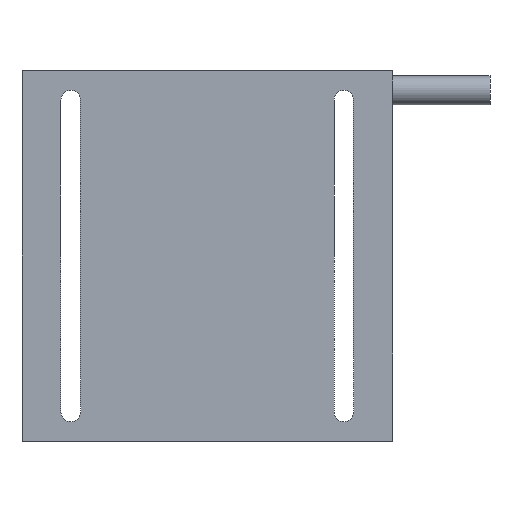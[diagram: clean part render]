
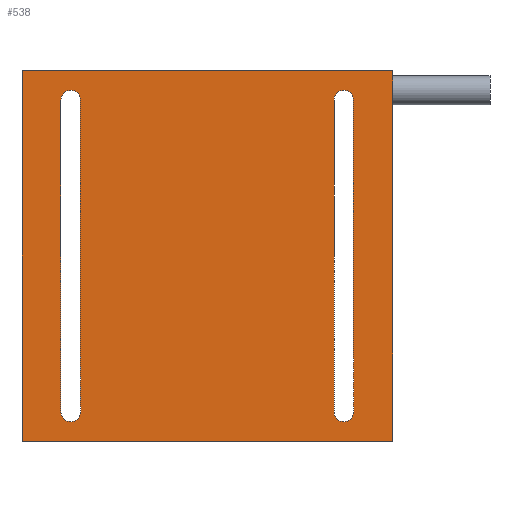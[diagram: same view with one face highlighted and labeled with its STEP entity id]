
A CAD part, front view. The second image highlights one B-rep face of the part: STEP entity #538.
In plain terms, the highlighted planar face has unit normal (0, -1, 0).
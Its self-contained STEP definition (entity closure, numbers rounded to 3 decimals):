
#23=FACE_BOUND('',#111,.T.);
#24=FACE_BOUND('',#112,.T.);
#44=PLANE('',#600);
#73=FACE_OUTER_BOUND('',#110,.T.);
#110=EDGE_LOOP('',(#488,#489,#490,#491,#492));
#111=EDGE_LOOP('',(#493,#494,#495,#496));
#112=EDGE_LOOP('',(#497,#498,#499,#500));
#116=LINE('',#767,#169);
#117=LINE('',#770,#170);
#144=LINE('',#847,#197);
#148=LINE('',#858,#201);
#152=LINE('',#871,#205);
#156=LINE('',#882,#209);
#158=LINE('',#886,#211);
#161=LINE('',#892,#214);
#164=LINE('',#897,#217);
#169=VECTOR('',#618,10.);
#170=VECTOR('',#621,10.);
#197=VECTOR('',#696,10.);
#201=VECTOR('',#708,10.);
#205=VECTOR('',#720,10.);
#209=VECTOR('',#732,10.);
#211=VECTOR('',#736,10.);
#214=VECTOR('',#741,10.);
#217=VECTOR('',#746,10.);
#230=CIRCLE('',#581,1.);
#232=CIRCLE('',#585,1.);
#234=CIRCLE('',#589,1.);
#236=CIRCLE('',#593,1.);
#239=VERTEX_POINT('',#756);
#242=VERTEX_POINT('',#765);
#243=VERTEX_POINT('',#769);
#265=VERTEX_POINT('',#837);
#266=VERTEX_POINT('',#838);
#269=VERTEX_POINT('',#846);
#271=VERTEX_POINT('',#852);
#273=VERTEX_POINT('',#861);
#274=VERTEX_POINT('',#862);
#277=VERTEX_POINT('',#870);
#279=VERTEX_POINT('',#876);
#281=VERTEX_POINT('',#885);
#283=VERTEX_POINT('',#891);
#291=EDGE_CURVE('',#242,#239,#116,.T.);
#292=EDGE_CURVE('',#239,#243,#117,.T.);
#325=EDGE_CURVE('',#265,#266,#230,.T.);
#329=EDGE_CURVE('',#269,#265,#144,.T.);
#332=EDGE_CURVE('',#271,#269,#232,.T.);
#335=EDGE_CURVE('',#266,#271,#148,.T.);
#337=EDGE_CURVE('',#273,#274,#234,.T.);
#341=EDGE_CURVE('',#277,#273,#152,.T.);
#344=EDGE_CURVE('',#279,#277,#236,.T.);
#347=EDGE_CURVE('',#274,#279,#156,.T.);
#349=EDGE_CURVE('',#281,#242,#158,.T.);
#352=EDGE_CURVE('',#283,#281,#161,.T.);
#355=EDGE_CURVE('',#243,#283,#164,.T.);
#488=ORIENTED_EDGE('',*,*,#291,.F.);
#489=ORIENTED_EDGE('',*,*,#349,.F.);
#490=ORIENTED_EDGE('',*,*,#352,.F.);
#491=ORIENTED_EDGE('',*,*,#355,.F.);
#492=ORIENTED_EDGE('',*,*,#292,.F.);
#493=ORIENTED_EDGE('',*,*,#347,.F.);
#494=ORIENTED_EDGE('',*,*,#337,.F.);
#495=ORIENTED_EDGE('',*,*,#341,.F.);
#496=ORIENTED_EDGE('',*,*,#344,.F.);
#497=ORIENTED_EDGE('',*,*,#335,.F.);
#498=ORIENTED_EDGE('',*,*,#325,.F.);
#499=ORIENTED_EDGE('',*,*,#329,.F.);
#500=ORIENTED_EDGE('',*,*,#332,.F.);
#538=ADVANCED_FACE('',(#73,#23,#24),#44,.F.);
#581=AXIS2_PLACEMENT_3D('',#839,#688,#689);
#585=AXIS2_PLACEMENT_3D('',#853,#701,#702);
#589=AXIS2_PLACEMENT_3D('',#863,#712,#713);
#593=AXIS2_PLACEMENT_3D('',#877,#725,#726);
#600=AXIS2_PLACEMENT_3D('',#900,#750,#751);
#618=DIRECTION('',(0.,0.,-1.));
#621=DIRECTION('',(0.,0.,-1.));
#688=DIRECTION('center_axis',(0.,-1.,0.));
#689=DIRECTION('ref_axis',(-1.,0.,0.));
#696=DIRECTION('',(0.,0.,1.));
#701=DIRECTION('center_axis',(0.,-1.,0.));
#702=DIRECTION('ref_axis',(1.,0.,0.));
#708=DIRECTION('',(0.,0.,-1.));
#712=DIRECTION('center_axis',(0.,-1.,0.));
#713=DIRECTION('ref_axis',(1.,0.,0.));
#720=DIRECTION('',(0.,0.,-1.));
#725=DIRECTION('center_axis',(0.,-1.,0.));
#726=DIRECTION('ref_axis',(-1.,0.,0.));
#732=DIRECTION('',(0.,0.,1.));
#736=DIRECTION('',(1.,0.,0.));
#741=DIRECTION('',(0.,0.,1.));
#746=DIRECTION('',(-1.,0.,0.));
#750=DIRECTION('center_axis',(0.,1.,0.));
#751=DIRECTION('ref_axis',(1.,0.,0.));
#756=CARTESIAN_POINT('',(39.885,28.509,97.033));
#765=CARTESIAN_POINT('',(39.885,28.509,99.033));
#767=CARTESIAN_POINT('',(39.885,28.509,99.033));
#769=CARTESIAN_POINT('',(39.885,28.509,61.033));
#770=CARTESIAN_POINT('',(39.885,28.509,99.033));
#837=CARTESIAN_POINT('',(7.885,28.509,96.033));
#838=CARTESIAN_POINT('',(5.885,28.509,96.033));
#839=CARTESIAN_POINT('Origin',(6.885,28.509,96.033));
#846=CARTESIAN_POINT('',(7.885,28.509,64.033));
#847=CARTESIAN_POINT('',(7.885,28.509,96.033));
#852=CARTESIAN_POINT('',(5.885,28.509,64.033));
#853=CARTESIAN_POINT('Origin',(6.885,28.509,64.033));
#858=CARTESIAN_POINT('',(5.885,28.509,80.033));
#861=CARTESIAN_POINT('',(33.885,28.509,64.033));
#862=CARTESIAN_POINT('',(35.885,28.509,64.033));
#863=CARTESIAN_POINT('Origin',(34.885,28.509,64.033));
#870=CARTESIAN_POINT('',(33.885,28.509,96.033));
#871=CARTESIAN_POINT('',(33.885,28.509,64.033));
#876=CARTESIAN_POINT('',(35.885,28.509,96.033));
#877=CARTESIAN_POINT('Origin',(34.885,28.509,96.033));
#882=CARTESIAN_POINT('',(35.885,28.509,80.033));
#885=CARTESIAN_POINT('',(1.885,28.509,99.033));
#886=CARTESIAN_POINT('',(1.885,28.509,99.033));
#891=CARTESIAN_POINT('',(1.885,28.509,61.033));
#892=CARTESIAN_POINT('',(1.885,28.509,61.033));
#897=CARTESIAN_POINT('',(39.885,28.509,61.033));
#900=CARTESIAN_POINT('Origin',(20.885,28.509,80.033));
